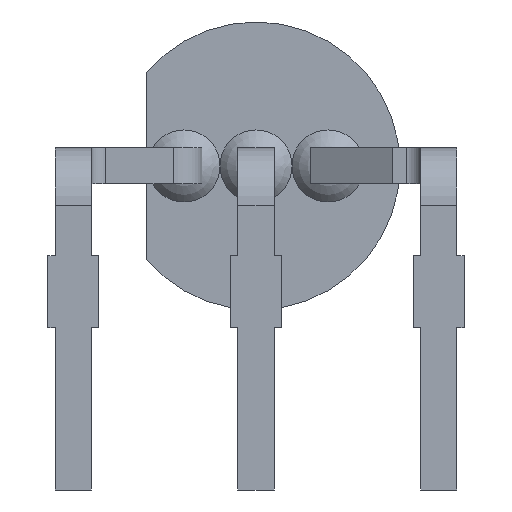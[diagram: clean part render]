
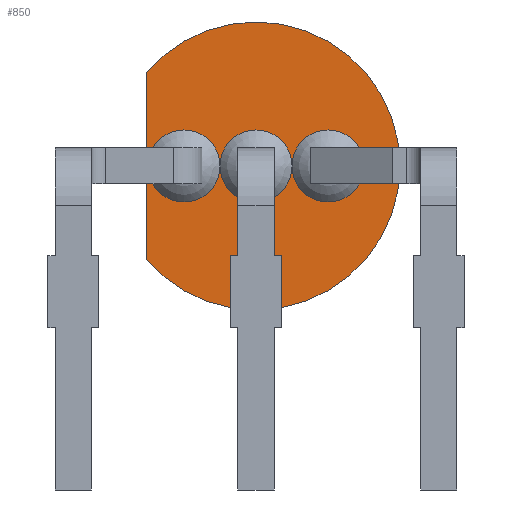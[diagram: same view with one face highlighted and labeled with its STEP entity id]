
A CAD part, front view. The second image highlights one B-rep face of the part: STEP entity #850.
In plain terms, the highlighted face is planar.
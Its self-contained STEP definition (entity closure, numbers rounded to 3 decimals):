
#850=ADVANCED_FACE('',(#1484,#1486),#1488,.T.);
#1484=FACE_BOUND('',#1485,.T.);
#1485=EDGE_LOOP('',(#1941,#1942));
#1486=FACE_BOUND('',#1487,.T.);
#1487=EDGE_LOOP('',(#1943,#1944,#1945,#1946,#1947));
#1488=PLANE('',#1489);
#1489=AXIS2_PLACEMENT_3D('',#1490,#1491,#1492);
#1490=CARTESIAN_POINT('',(0.,0.,1.53));
#1491=DIRECTION('',(-0.,-0.,-1.));
#1492=DIRECTION('',(1.,0.,0.));
#1941=ORIENTED_EDGE('',*,*,#2166,.T.);
#1942=ORIENTED_EDGE('',*,*,#2167,.F.);
#1943=ORIENTED_EDGE('',*,*,#2168,.F.);
#1944=ORIENTED_EDGE('',*,*,#2169,.F.);
#1945=ORIENTED_EDGE('',*,*,#2170,.F.);
#1946=ORIENTED_EDGE('',*,*,#2171,.F.);
#1947=ORIENTED_EDGE('',*,*,#2172,.F.);
#2166=EDGE_CURVE('',#2498,#2499,#2500,.T.);
#2167=EDGE_CURVE('',#2498,#2499,#2501,.T.);
#2168=EDGE_CURVE('',#2502,#2502,#2503,.F.);
#2169=EDGE_CURVE('',#2504,#2502,#2505,.F.);
#2170=EDGE_CURVE('',#2506,#2504,#2507,.F.);
#2171=EDGE_CURVE('',#2504,#2506,#2508,.F.);
#2172=EDGE_CURVE('',#2502,#2504,#2509,.F.);
#2498=VERTEX_POINT('',#3248);
#2499=VERTEX_POINT('',#3249);
#2500=LINE('',#3250,#3251);
#2501=CIRCLE('',#3253,2.);
#2502=VERTEX_POINT('',#3257);
#2503=CIRCLE('',#3258,0.5);
#2504=VERTEX_POINT('',#3262);
#2505=CIRCLE('',#3263,0.5);
#2506=VERTEX_POINT('',#3267);
#2507=CIRCLE('',#3268,0.5);
#2508=CIRCLE('',#3272,0.5);
#2509=CIRCLE('',#3276,0.5);
#3248=CARTESIAN_POINT('',(-1.525,-1.294,1.53));
#3249=CARTESIAN_POINT('',(-1.525,1.294,1.53));
#3250=CARTESIAN_POINT('',(-1.525,-1.294,1.53));
#3251=VECTOR('',#3252,1.);
#3252=DIRECTION('',(0.,1.,0.));
#3253=AXIS2_PLACEMENT_3D('',#3254,#3255,#3256);
#3254=CARTESIAN_POINT('',(0.,0.,1.53));
#3255=DIRECTION('',(-0.,0.,1.));
#3256=DIRECTION('',(-0.763,-0.647,0.));
#3257=CARTESIAN_POINT('',(-0.5,0.,1.53));
#3258=AXIS2_PLACEMENT_3D('',#3259,#3260,#3261);
#3259=CARTESIAN_POINT('',(-1.,0.,1.53));
#3260=DIRECTION('',(0.,0.,1.));
#3261=DIRECTION('',(1.,0.,0.));
#3262=CARTESIAN_POINT('',(0.5,0.,1.53));
#3263=AXIS2_PLACEMENT_3D('',#3264,#3265,#3266);
#3264=CARTESIAN_POINT('',(0.,0.,1.53));
#3265=DIRECTION('',(0.,0.,1.));
#3266=DIRECTION('',(-1.,0.,0.));
#3267=CARTESIAN_POINT('',(1.5,0.,1.53));
#3268=AXIS2_PLACEMENT_3D('',#3269,#3270,#3271);
#3269=CARTESIAN_POINT('',(1.,0.,1.53));
#3270=DIRECTION('',(0.,0.,1.));
#3271=DIRECTION('',(-1.,0.,0.));
#3272=AXIS2_PLACEMENT_3D('',#3273,#3274,#3275);
#3273=CARTESIAN_POINT('',(1.,0.,1.53));
#3274=DIRECTION('',(0.,0.,1.));
#3275=DIRECTION('',(1.,0.,0.));
#3276=AXIS2_PLACEMENT_3D('',#3277,#3278,#3279);
#3277=CARTESIAN_POINT('',(0.,0.,1.53));
#3278=DIRECTION('',(0.,0.,1.));
#3279=DIRECTION('',(1.,0.,0.));
